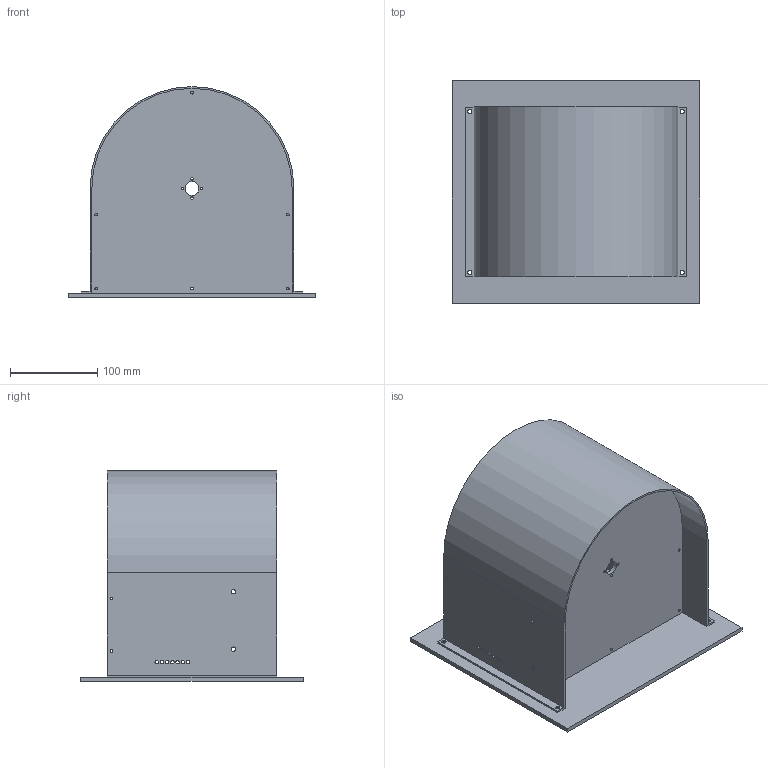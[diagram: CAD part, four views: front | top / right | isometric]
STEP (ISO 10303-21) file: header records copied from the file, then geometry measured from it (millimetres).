
FILE_DESCRIPTION(/* description */ ('STEP AP242','CAx-IF Rec.Pracs.---Representation and Presentation of Product Manufacturing Information (PMI)---4.0---2014-10-13','CAx-IF Rec.Pracs.---3D Tessellated Geometry---0.4---2014-09-14','2;1'),/* implementation_level */ '2;1');
FILE_NAME(/* name */ '65ff0050184b572b8a0357b0',/* time_stamp */ '2024-03-23T16:16:16Z',/* author */ (''),/* organization */ (''),/* preprocessor_version */ 'ST-DEVELOPER v19.4',/* originating_system */ ' ',/* authorisation */ ' ');
FILE_SCHEMA (('AP242_MANAGED_MODEL_BASED_3D_ENGINEERING_MIM_LF { 1 0 10303 442 1 1 4 }'));
Length unit declared in the file: metre
Products named in the file (5): Rib; Base Plate; Back Face; Shell; Front Face
Bounding box: 284 x 255 x 242 mm (x, y, z)
Volume: 1018716 mm3; surface area: 629507.2 mm2
Topology: 5 solids, 5 shells, 114 faces, 336 edges, 232 vertices
Faces by surface type: cylinder 71, plane 43
Full cylindrical faces by diameter (mm): 3 x24, 4 x14, 4.3 x4, 5 x20, 16 x1, 49 x1
Entity records: 3723 total; most frequent: DIRECTION 626, CARTESIAN_POINT 571, ORIENTED_EDGE 492, EDGE_LOOP 308, FACE_BOUND 308, AXIS2_PLACEMENT_3D 261, EDGE_CURVE 246, VERTEX_POINT 206
